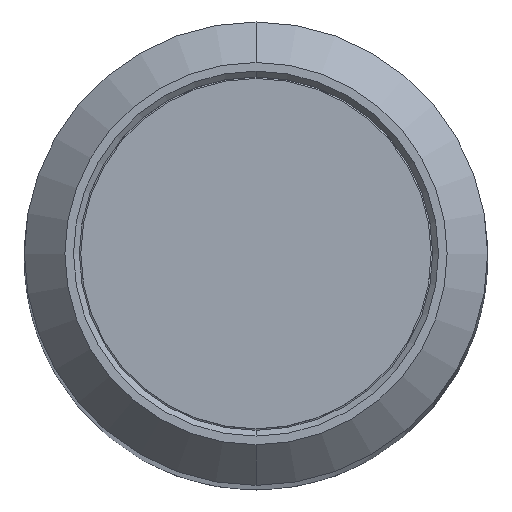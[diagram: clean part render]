
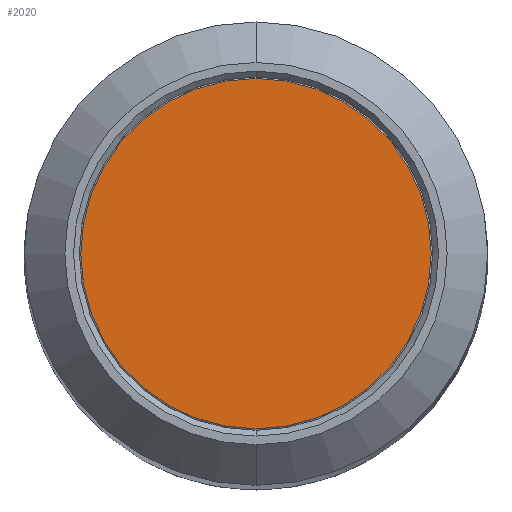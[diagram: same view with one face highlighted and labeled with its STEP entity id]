
A CAD part, top view. The second image highlights one B-rep face of the part: STEP entity #2020.
In plain terms, the highlighted planar face has unit normal (0, 0, 1).
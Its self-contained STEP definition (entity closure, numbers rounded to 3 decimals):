
#103=CARTESIAN_POINT('',(0.,0.,0.));
#104=DIRECTION('',(0.,0.,-1.));
#105=DIRECTION('',(-1.,0.,0.));
#106=AXIS2_PLACEMENT_3D('',#103,#104,#105);
#108=CARTESIAN_POINT('',(0.,0.,0.));
#109=DIRECTION('',(0.,0.,-1.));
#110=DIRECTION('',(1.,0.,0.));
#111=AXIS2_PLACEMENT_3D('',#108,#109,#110);
#1697=CARTESIAN_POINT('',(3.025,0.,0.));
#1698=VERTEX_POINT('',#1697);
#1699=CARTESIAN_POINT('',(-3.025,0.,0.));
#1700=VERTEX_POINT('',#1699);
#2011=CARTESIAN_POINT('',(0.,0.,0.));
#2012=DIRECTION('',(0.,0.,-1.));
#2013=DIRECTION('',(-1.,0.,0.));
#2014=AXIS2_PLACEMENT_3D('',#2011,#2012,#2013);
#2015=PLANE('',#2014);
#2016=ORIENTED_EDGE('',*,*,#1886,.T.);
#2017=ORIENTED_EDGE('',*,*,#1998,.T.);
#2018=EDGE_LOOP('',(#2016,#2017));
#2019=FACE_OUTER_BOUND('',#2018,.F.);
#2020=ADVANCED_FACE('',(#2019),#2015,.F.);
#107=CIRCLE('',#106,3.025);
#112=CIRCLE('',#111,3.025);
#1886=EDGE_CURVE('',#1700,#1698,#107,.T.);
#1998=EDGE_CURVE('',#1698,#1700,#112,.T.);
